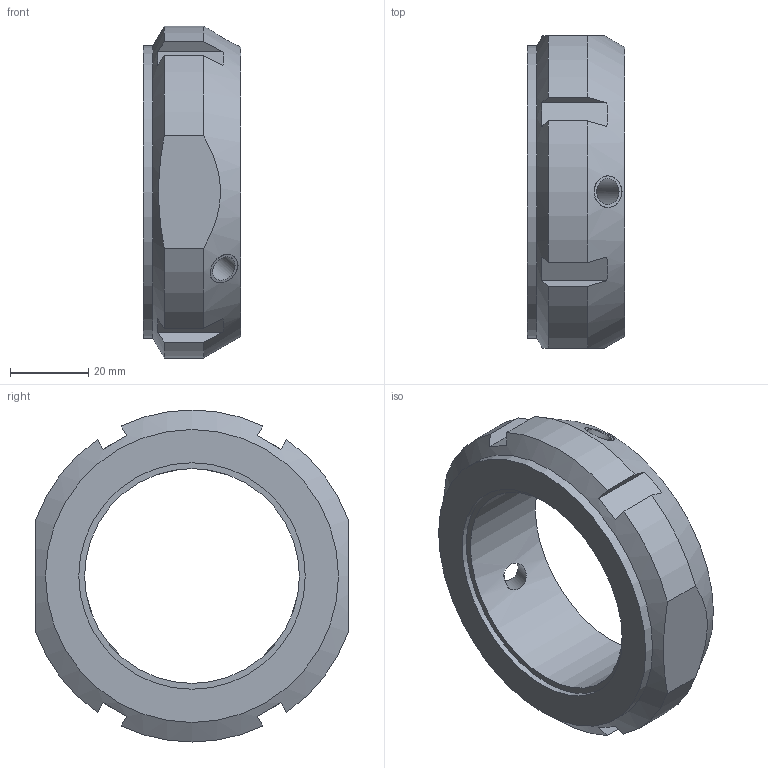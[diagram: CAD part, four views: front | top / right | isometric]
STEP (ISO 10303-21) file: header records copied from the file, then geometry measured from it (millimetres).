
FILE_DESCRIPTION((''),'2;1');
FILE_NAME('FKD FKN55.stp','2014-03-01T07:03:43',('sugidesign'),(''),'Autodesk Inventor LT ','Autodesk Inventor LT ','');
FILE_SCHEMA(('CONFIG_CONTROL_DESIGN'));
Length unit declared in the file: millimetre
Products named in the file (1): FKD FKN55
Bounding box: 25 x 80 x 85 mm (x, y, z)
Volume: 66628.2 mm3; surface area: 16568.8 mm2
Topology: 1 solids, 1 shells, 40 faces, 104 edges, 70 vertices
Faces by surface type: plane 20, cylinder 15, cone 5
Full cylindrical faces by diameter (mm): 6.647 x3, 8.1 x3, 55 x1, 58 x1, 75 x1
Entity records: 1336 total; most frequent: CARTESIAN_POINT 448, ORIENTED_EDGE 170, DIRECTION 158, EDGE_CURVE 85, AXIS2_PLACEMENT_3D 69, EDGE_LOOP 63, VERTEX_POINT 62, FACE_OUTER_BOUND 40
